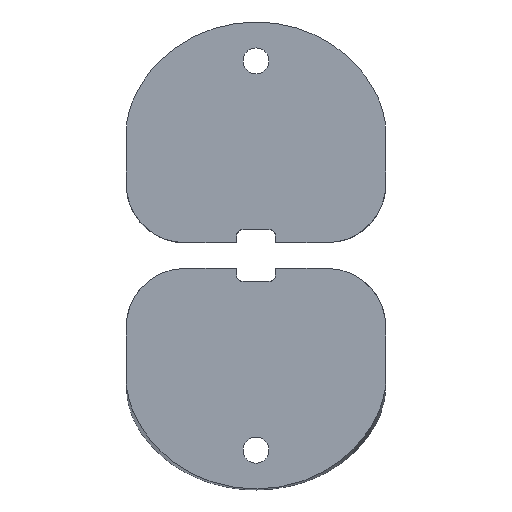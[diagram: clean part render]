
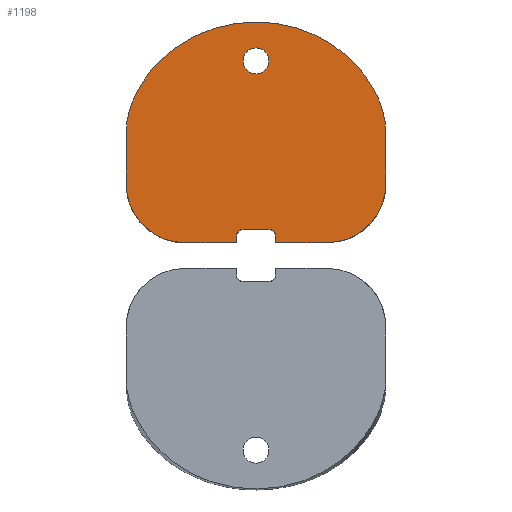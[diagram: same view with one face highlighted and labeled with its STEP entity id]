
A CAD part, top view. The second image highlights one B-rep face of the part: STEP entity #1198.
In plain terms, the highlighted planar face has unit normal (0, 0, 1).
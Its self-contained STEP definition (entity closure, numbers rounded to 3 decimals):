
#59=FACE_BOUND('',#411,.T.);
#84=B_SPLINE_CURVE_WITH_KNOTS('',3,(#2142,#2143,#2144,#2145),
 .UNSPECIFIED.,.F.,.F.,(4,4),(-0.249,0.),.UNSPECIFIED.);
#85=B_SPLINE_CURVE_WITH_KNOTS('',3,(#2147,#2148,#2149,#2150,#2151,#2152,
#2153,#2154,#2155,#2156,#2157,#2158,#2159,#2160,#2161,#2162,#2163,#2164,
#2165,#2166,#2167,#2168,#2169,#2170,#2171,#2172,#2173,#2174,#2175,#2176,
#2177,#2178,#2179,#2180,#2181,#2182,#2183),.UNSPECIFIED.,.F.,.F.,(4,3,3,
3,3,3,3,3,3,3,3,3,4),(-0.78,-0.724,-0.668,
-0.557,-0.446,-0.39,-0.334,
-0.292,-0.223,-0.195,-0.111,
-0.056,0.),.UNSPECIFIED.);
#86=B_SPLINE_CURVE_WITH_KNOTS('',3,(#2185,#2186,#2187,#2188),
 .UNSPECIFIED.,.F.,.F.,(4,4),(-0.249,0.),.UNSPECIFIED.);
#152=LINE('',#2140,#238);
#153=LINE('',#2190,#239);
#154=LINE('',#2194,#240);
#155=LINE('',#2196,#241);
#156=LINE('',#2200,#242);
#157=LINE('',#2204,#243);
#158=LINE('',#2206,#244);
#238=VECTOR('',#1537,10.);
#239=VECTOR('',#1538,10.);
#240=VECTOR('',#1541,10.);
#241=VECTOR('',#1542,10.);
#242=VECTOR('',#1545,10.);
#243=VECTOR('',#1548,10.);
#244=VECTOR('',#1549,10.);
#291=PLANE('',#1306);
#340=FACE_OUTER_BOUND('',#410,.T.);
#410=EDGE_LOOP('',(#994,#995,#996,#997,#998,#999,#1000,#1001,#1002,#1003,
#1004,#1005,#1006,#1007));
#411=EDGE_LOOP('',(#1008));
#472=CIRCLE('',#1304,1.);
#473=CIRCLE('',#1307,4.5);
#474=CIRCLE('',#1308,0.5);
#475=CIRCLE('',#1309,0.5);
#476=CIRCLE('',#1310,4.5);
#557=VERTEX_POINT('',#2115);
#564=VERTEX_POINT('',#2138);
#565=VERTEX_POINT('',#2139);
#566=VERTEX_POINT('',#2141);
#567=VERTEX_POINT('',#2146);
#568=VERTEX_POINT('',#2184);
#569=VERTEX_POINT('',#2189);
#570=VERTEX_POINT('',#2191);
#571=VERTEX_POINT('',#2193);
#572=VERTEX_POINT('',#2195);
#573=VERTEX_POINT('',#2197);
#574=VERTEX_POINT('',#2199);
#575=VERTEX_POINT('',#2201);
#576=VERTEX_POINT('',#2203);
#577=VERTEX_POINT('',#2205);
#709=EDGE_CURVE('',#557,#557,#472,.T.);
#717=EDGE_CURVE('',#564,#565,#152,.T.);
#718=EDGE_CURVE('',#566,#564,#84,.T.);
#719=EDGE_CURVE('',#567,#566,#85,.T.);
#720=EDGE_CURVE('',#568,#567,#86,.T.);
#721=EDGE_CURVE('',#569,#568,#153,.T.);
#722=EDGE_CURVE('',#570,#569,#473,.T.);
#723=EDGE_CURVE('',#571,#570,#154,.T.);
#724=EDGE_CURVE('',#572,#571,#155,.T.);
#725=EDGE_CURVE('',#573,#572,#474,.T.);
#726=EDGE_CURVE('',#574,#573,#156,.T.);
#727=EDGE_CURVE('',#575,#574,#475,.T.);
#728=EDGE_CURVE('',#576,#575,#157,.T.);
#729=EDGE_CURVE('',#577,#576,#158,.T.);
#730=EDGE_CURVE('',#565,#577,#476,.T.);
#994=ORIENTED_EDGE('',*,*,#717,.F.);
#995=ORIENTED_EDGE('',*,*,#718,.F.);
#996=ORIENTED_EDGE('',*,*,#719,.F.);
#997=ORIENTED_EDGE('',*,*,#720,.F.);
#998=ORIENTED_EDGE('',*,*,#721,.F.);
#999=ORIENTED_EDGE('',*,*,#722,.F.);
#1000=ORIENTED_EDGE('',*,*,#723,.F.);
#1001=ORIENTED_EDGE('',*,*,#724,.F.);
#1002=ORIENTED_EDGE('',*,*,#725,.F.);
#1003=ORIENTED_EDGE('',*,*,#726,.F.);
#1004=ORIENTED_EDGE('',*,*,#727,.F.);
#1005=ORIENTED_EDGE('',*,*,#728,.F.);
#1006=ORIENTED_EDGE('',*,*,#729,.F.);
#1007=ORIENTED_EDGE('',*,*,#730,.F.);
#1008=ORIENTED_EDGE('',*,*,#709,.F.);
#1198=ADVANCED_FACE('',(#340,#59),#291,.F.);
#1304=AXIS2_PLACEMENT_3D('',#2116,#1526,#1527);
#1306=AXIS2_PLACEMENT_3D('',#2137,#1535,#1536);
#1307=AXIS2_PLACEMENT_3D('',#2192,#1539,#1540);
#1308=AXIS2_PLACEMENT_3D('',#2198,#1543,#1544);
#1309=AXIS2_PLACEMENT_3D('',#2202,#1546,#1547);
#1310=AXIS2_PLACEMENT_3D('',#2207,#1550,#1551);
#1526=DIRECTION('center_axis',(0.,0.,1.));
#1527=DIRECTION('ref_axis',(1.,0.,0.));
#1535=DIRECTION('center_axis',(0.,0.,-1.));
#1536=DIRECTION('ref_axis',(1.,0.,0.));
#1537=DIRECTION('',(0.,-1.,0.));
#1538=DIRECTION('',(0.,1.,0.));
#1539=DIRECTION('center_axis',(0.,0.,-1.));
#1540=DIRECTION('ref_axis',(0.,-1.,0.));
#1541=DIRECTION('',(-1.,0.,0.));
#1542=DIRECTION('',(0.,-1.,0.));
#1543=DIRECTION('center_axis',(0.,0.,1.));
#1544=DIRECTION('ref_axis',(-0.707,0.707,0.));
#1545=DIRECTION('',(-1.,0.,0.));
#1546=DIRECTION('center_axis',(0.,0.,1.));
#1547=DIRECTION('ref_axis',(0.707,0.707,0.));
#1548=DIRECTION('',(0.,1.,0.));
#1549=DIRECTION('',(-1.,0.,0.));
#1550=DIRECTION('center_axis',(0.,0.,-1.));
#1551=DIRECTION('ref_axis',(1.,0.,0.));
#2115=CARTESIAN_POINT('',(-1.,25.,12.5));
#2116=CARTESIAN_POINT('Origin',(0.,25.,12.5));
#2137=CARTESIAN_POINT('Origin',(0.,19.863,12.5));
#2138=CARTESIAN_POINT('',(10.,19.486,12.5));
#2139=CARTESIAN_POINT('',(10.,15.5,12.5));
#2140=CARTESIAN_POINT('',(10.,17.681,12.5));
#2141=CARTESIAN_POINT('',(9.514,21.909,12.5));
#2142=CARTESIAN_POINT('Ctrl Pts',(9.514,21.909,12.5));
#2143=CARTESIAN_POINT('Ctrl Pts',(9.833,21.144,12.5));
#2144=CARTESIAN_POINT('Ctrl Pts',(10.,20.315,12.5));
#2145=CARTESIAN_POINT('Ctrl Pts',(10.,19.486,12.5));
#2146=CARTESIAN_POINT('',(-9.514,21.909,12.5));
#2147=CARTESIAN_POINT('Ctrl Pts',(-9.514,21.909,12.5));
#2148=CARTESIAN_POINT('Ctrl Pts',(-9.491,21.964,12.5));
#2149=CARTESIAN_POINT('Ctrl Pts',(-9.428,22.117,12.5));
#2150=CARTESIAN_POINT('Ctrl Pts',(-9.317,22.348,12.5));
#2151=CARTESIAN_POINT('Ctrl Pts',(-9.206,22.578,12.5));
#2152=CARTESIAN_POINT('Ctrl Pts',(-9.047,22.885,12.5));
#2153=CARTESIAN_POINT('Ctrl Pts',(-8.821,23.245,12.5));
#2154=CARTESIAN_POINT('Ctrl Pts',(-8.37,23.967,12.5));
#2155=CARTESIAN_POINT('Ctrl Pts',(-7.652,24.904,12.5));
#2156=CARTESIAN_POINT('Ctrl Pts',(-6.581,25.746,12.5));
#2157=CARTESIAN_POINT('Ctrl Pts',(-5.51,26.588,12.5));
#2158=CARTESIAN_POINT('Ctrl Pts',(-4.087,27.335,12.5));
#2159=CARTESIAN_POINT('Ctrl Pts',(-2.487,27.714,12.5));
#2160=CARTESIAN_POINT('Ctrl Pts',(-1.687,27.903,12.5));
#2161=CARTESIAN_POINT('Ctrl Pts',(-0.842,28.001,12.5));
#2162=CARTESIAN_POINT('Ctrl Pts',(0.,28.,12.5));
#2163=CARTESIAN_POINT('Ctrl Pts',(0.842,27.999,12.5));
#2164=CARTESIAN_POINT('Ctrl Pts',(1.683,27.901,12.5));
#2165=CARTESIAN_POINT('Ctrl Pts',(2.484,27.712,12.5));
#2166=CARTESIAN_POINT('Ctrl Pts',(3.085,27.571,12.5));
#2167=CARTESIAN_POINT('Ctrl Pts',(3.664,27.379,12.5));
#2168=CARTESIAN_POINT('Ctrl Pts',(4.206,27.149,12.5));
#2169=CARTESIAN_POINT('Ctrl Pts',(5.109,26.765,12.5));
#2170=CARTESIAN_POINT('Ctrl Pts',(5.91,26.274,12.5));
#2171=CARTESIAN_POINT('Ctrl Pts',(6.579,25.745,12.5));
#2172=CARTESIAN_POINT('Ctrl Pts',(6.847,25.534,12.5));
#2173=CARTESIAN_POINT('Ctrl Pts',(7.094,25.316,12.5));
#2174=CARTESIAN_POINT('Ctrl Pts',(7.319,25.098,12.5));
#2175=CARTESIAN_POINT('Ctrl Pts',(7.996,24.445,12.5));
#2176=CARTESIAN_POINT('Ctrl Pts',(8.484,23.788,12.5));
#2177=CARTESIAN_POINT('Ctrl Pts',(8.822,23.247,12.5));
#2178=CARTESIAN_POINT('Ctrl Pts',(9.047,22.887,12.5));
#2179=CARTESIAN_POINT('Ctrl Pts',(9.206,22.578,12.5));
#2180=CARTESIAN_POINT('Ctrl Pts',(9.317,22.347,12.5));
#2181=CARTESIAN_POINT('Ctrl Pts',(9.428,22.117,12.5));
#2182=CARTESIAN_POINT('Ctrl Pts',(9.491,21.964,12.5));
#2183=CARTESIAN_POINT('Ctrl Pts',(9.514,21.909,12.5));
#2184=CARTESIAN_POINT('',(-10.,19.486,12.5));
#2185=CARTESIAN_POINT('Ctrl Pts',(-10.,19.486,12.5));
#2186=CARTESIAN_POINT('Ctrl Pts',(-10.,20.315,12.5));
#2187=CARTESIAN_POINT('Ctrl Pts',(-9.833,21.144,12.5));
#2188=CARTESIAN_POINT('Ctrl Pts',(-9.514,21.909,12.5));
#2189=CARTESIAN_POINT('',(-10.,15.5,12.5));
#2190=CARTESIAN_POINT('',(-10.,19.931,12.5));
#2191=CARTESIAN_POINT('',(-5.5,11.,12.5));
#2192=CARTESIAN_POINT('Origin',(-5.5,15.5,12.5));
#2193=CARTESIAN_POINT('',(-1.5,11.,12.5));
#2194=CARTESIAN_POINT('',(-2.75,11.,12.5));
#2195=CARTESIAN_POINT('',(-1.5,11.5,12.5));
#2196=CARTESIAN_POINT('',(-1.5,15.431,12.5));
#2197=CARTESIAN_POINT('',(-1.,12.,12.5));
#2198=CARTESIAN_POINT('Origin',(-1.,11.5,12.5));
#2199=CARTESIAN_POINT('',(1.,12.,12.5));
#2200=CARTESIAN_POINT('',(-0.75,12.,12.5));
#2201=CARTESIAN_POINT('',(1.5,11.5,12.5));
#2202=CARTESIAN_POINT('Origin',(1.,11.5,12.5));
#2203=CARTESIAN_POINT('',(1.5,11.,12.5));
#2204=CARTESIAN_POINT('',(1.5,15.931,12.5));
#2205=CARTESIAN_POINT('',(5.5,11.,12.5));
#2206=CARTESIAN_POINT('',(-2.75,11.,12.5));
#2207=CARTESIAN_POINT('Origin',(5.5,15.5,12.5));
